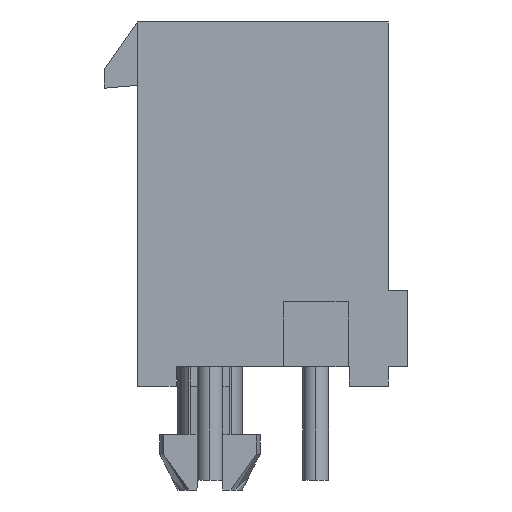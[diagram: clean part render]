
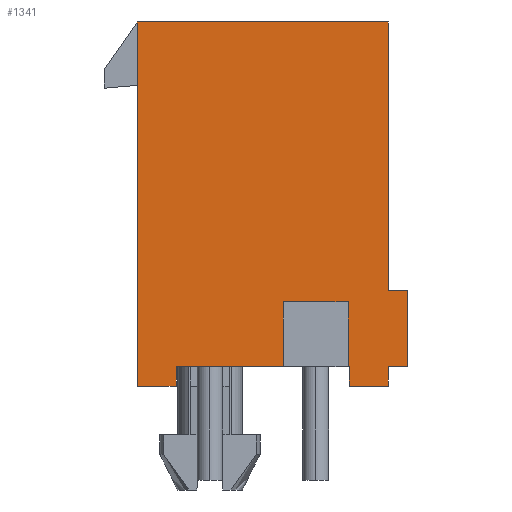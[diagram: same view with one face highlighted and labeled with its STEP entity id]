
A CAD part, left-side view. The second image highlights one B-rep face of the part: STEP entity #1341.
In plain terms, the highlighted planar face has unit normal (-1, 0, 0).
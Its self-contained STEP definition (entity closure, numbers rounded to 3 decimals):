
#1206=CARTESIAN_POINT('',(-9.055,-6.206,14.961));
#1207=DIRECTION('',(1.0,0.0,0.0));
#1208=DIRECTION('',(0.0,0.0,-1.0));
#1209=AXIS2_PLACEMENT_3D('',#1206,#1207,#1208);
#1210=PLANE('',#1209);
#1211=CARTESIAN_POINT('',(-9.055,-3.34,3.302));
#1212=VERTEX_POINT('',#1211);
#1213=CARTESIAN_POINT('',(-9.055,-3.34,0.762));
#1214=VERTEX_POINT('',#1213);
#1215=CARTESIAN_POINT('',(-9.055,-3.34,3.302));
#1216=DIRECTION('',(0.0,0.0,-1.0));
#1217=VECTOR('',#1216,2.54);
#1218=LINE('',#1215,#1217);
#1219=EDGE_CURVE('',#1212,#1214,#1218,.T.);
#1220=ORIENTED_EDGE('',*,*,#1219,.T.);
#1221=CARTESIAN_POINT('',(-9.055,-3.391,0.762));
#1222=VERTEX_POINT('',#1221);
#1223=CARTESIAN_POINT('',(-9.055,-3.34,0.762));
#1224=DIRECTION('',(0.0,-1.0,0.0));
#1225=VECTOR('',#1224,0.051);
#1226=LINE('',#1223,#1225);
#1227=EDGE_CURVE('',#1214,#1222,#1226,.T.);
#1228=ORIENTED_EDGE('',*,*,#1227,.T.);
#1229=CARTESIAN_POINT('',(-9.055,-3.391,0.));
#1230=VERTEX_POINT('',#1229);
#1231=CARTESIAN_POINT('',(-9.055,-3.391,0.762));
#1232=DIRECTION('',(0.0,0.0,-1.0));
#1233=VECTOR('',#1232,0.762);
#1234=LINE('',#1231,#1233);
#1235=EDGE_CURVE('',#1222,#1230,#1234,.T.);
#1236=ORIENTED_EDGE('',*,*,#1235,.T.);
#1237=CARTESIAN_POINT('',(-9.055,-4.915,0.));
#1238=VERTEX_POINT('',#1237);
#1239=CARTESIAN_POINT('',(-9.055,-4.915,0.));
#1240=DIRECTION('',(0.0,1.0,0.0));
#1241=VECTOR('',#1240,1.524);
#1242=LINE('',#1239,#1241);
#1243=EDGE_CURVE('',#1238,#1230,#1242,.T.);
#1244=ORIENTED_EDGE('',*,*,#1243,.F.);
#1245=CARTESIAN_POINT('',(-9.055,-4.915,0.762));
#1246=VERTEX_POINT('',#1245);
#1247=CARTESIAN_POINT('',(-9.055,-4.915,0.762));
#1248=DIRECTION('',(0.0,0.0,-1.0));
#1249=VECTOR('',#1248,0.762);
#1250=LINE('',#1247,#1249);
#1251=EDGE_CURVE('',#1246,#1238,#1250,.T.);
#1252=ORIENTED_EDGE('',*,*,#1251,.F.);
#1253=CARTESIAN_POINT('',(-9.055,-5.677,0.762));
#1254=VERTEX_POINT('',#1253);
#1255=CARTESIAN_POINT('',(-9.055,-4.915,0.762));
#1256=DIRECTION('',(0.0,-1.0,0.0));
#1257=VECTOR('',#1256,0.762);
#1258=LINE('',#1255,#1257);
#1259=EDGE_CURVE('',#1246,#1254,#1258,.T.);
#1260=ORIENTED_EDGE('',*,*,#1259,.T.);
#1261=CARTESIAN_POINT('',(-9.055,-5.677,3.759));
#1262=VERTEX_POINT('',#1261);
#1263=CARTESIAN_POINT('',(-9.055,-5.677,0.762));
#1264=DIRECTION('',(0.0,0.0,1.0));
#1265=VECTOR('',#1264,2.997);
#1266=LINE('',#1263,#1265);
#1267=EDGE_CURVE('',#1254,#1262,#1266,.T.);
#1268=ORIENTED_EDGE('',*,*,#1267,.T.);
#1269=CARTESIAN_POINT('',(-9.055,-4.915,3.759));
#1270=VERTEX_POINT('',#1269);
#1271=CARTESIAN_POINT('',(-9.055,-5.677,3.759));
#1272=DIRECTION('',(0.0,1.0,0.0));
#1273=VECTOR('',#1272,0.762);
#1274=LINE('',#1271,#1273);
#1275=EDGE_CURVE('',#1262,#1270,#1274,.T.);
#1276=ORIENTED_EDGE('',*,*,#1275,.T.);
#1277=CARTESIAN_POINT('',(-9.055,-4.915,14.249));
#1278=VERTEX_POINT('',#1277);
#1279=CARTESIAN_POINT('',(-9.055,-4.915,3.759));
#1280=DIRECTION('',(0.0,0.0,1.0));
#1281=VECTOR('',#1280,10.49);
#1282=LINE('',#1279,#1281);
#1283=EDGE_CURVE('',#1270,#1278,#1282,.T.);
#1284=ORIENTED_EDGE('',*,*,#1283,.T.);
#1285=CARTESIAN_POINT('',(-9.055,4.915,14.249));
#1286=VERTEX_POINT('',#1285);
#1287=CARTESIAN_POINT('',(-9.055,4.915,14.249));
#1288=DIRECTION('',(0.0,-1.0,0.0));
#1289=VECTOR('',#1288,9.829);
#1290=LINE('',#1287,#1289);
#1291=EDGE_CURVE('',#1286,#1278,#1290,.T.);
#1292=ORIENTED_EDGE('',*,*,#1291,.F.);
#1293=CARTESIAN_POINT('',(-9.055,4.915,0.));
#1294=VERTEX_POINT('',#1293);
#1295=CARTESIAN_POINT('',(-9.055,4.915,0.));
#1296=DIRECTION('',(0.0,0.0,1.0));
#1297=VECTOR('',#1296,14.249);
#1298=LINE('',#1295,#1297);
#1299=EDGE_CURVE('',#1294,#1286,#1298,.T.);
#1300=ORIENTED_EDGE('',*,*,#1299,.F.);
#1301=CARTESIAN_POINT('',(-9.055,3.391,0.));
#1302=VERTEX_POINT('',#1301);
#1303=CARTESIAN_POINT('',(-9.055,3.391,0.));
#1304=DIRECTION('',(0.0,1.0,0.0));
#1305=VECTOR('',#1304,1.524);
#1306=LINE('',#1303,#1305);
#1307=EDGE_CURVE('',#1302,#1294,#1306,.T.);
#1308=ORIENTED_EDGE('',*,*,#1307,.F.);
#1309=CARTESIAN_POINT('',(-9.055,3.391,0.762));
#1310=VERTEX_POINT('',#1309);
#1311=CARTESIAN_POINT('',(-9.055,3.391,0.762));
#1312=DIRECTION('',(0.0,0.0,-1.0));
#1313=VECTOR('',#1312,0.762);
#1314=LINE('',#1311,#1313);
#1315=EDGE_CURVE('',#1310,#1302,#1314,.T.);
#1316=ORIENTED_EDGE('',*,*,#1315,.F.);
#1317=CARTESIAN_POINT('',(-9.055,-0.8,0.762));
#1318=VERTEX_POINT('',#1317);
#1319=CARTESIAN_POINT('',(-9.055,3.391,0.762));
#1320=DIRECTION('',(0.0,-1.0,0.0));
#1321=VECTOR('',#1320,4.191);
#1322=LINE('',#1319,#1321);
#1323=EDGE_CURVE('',#1310,#1318,#1322,.T.);
#1324=ORIENTED_EDGE('',*,*,#1323,.T.);
#1325=CARTESIAN_POINT('',(-9.055,-0.8,3.302));
#1326=VERTEX_POINT('',#1325);
#1327=CARTESIAN_POINT('',(-9.055,-0.8,3.302));
#1328=DIRECTION('',(0.0,0.0,-1.0));
#1329=VECTOR('',#1328,2.54);
#1330=LINE('',#1327,#1329);
#1331=EDGE_CURVE('',#1326,#1318,#1330,.T.);
#1332=ORIENTED_EDGE('',*,*,#1331,.F.);
#1333=CARTESIAN_POINT('',(-9.055,-3.34,3.302));
#1334=DIRECTION('',(0.0,1.0,0.0));
#1335=VECTOR('',#1334,2.54);
#1336=LINE('',#1333,#1335);
#1337=EDGE_CURVE('',#1212,#1326,#1336,.T.);
#1338=ORIENTED_EDGE('',*,*,#1337,.F.);
#1339=EDGE_LOOP('',(#1220,#1228,#1236,#1244,#1252,#1260,#1268,#1276,#1284,#1292,#1300,#1308,#1316,#1324,#1332,#1338));
#1340=FACE_OUTER_BOUND('',#1339,.T.);
#1341=ADVANCED_FACE('',(#1340),#1210,.F.);
